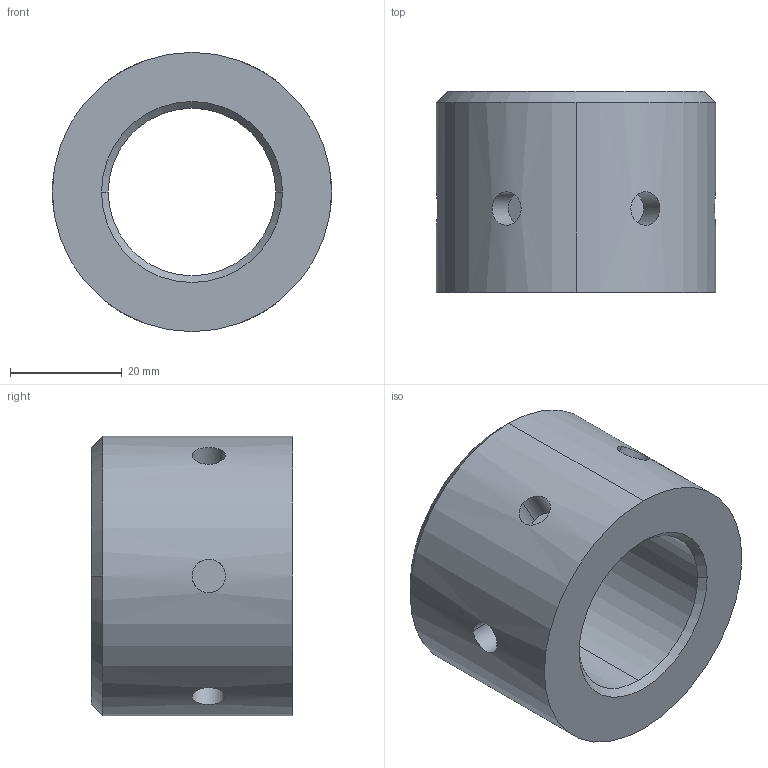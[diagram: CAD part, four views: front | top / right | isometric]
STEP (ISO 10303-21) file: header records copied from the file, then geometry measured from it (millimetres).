
FILE_DESCRIPTION(('CoCreate Modeling STEP Export'),'2;1');
FILE_NAME('b2.stp','2011-05-24T 9:06:07',(''),(''),'CoCreate Modeling STEP processor for AP214 (Solid Model)','CoCreate Modeling 18.0P1120 20-Nov-2010 (C) Parametric Technology GmbH','');
FILE_SCHEMA(('AUTOMOTIVE_DESIGN { 1 0 10303 214 1 1 1 1 }'));
Length unit declared in the file: millimetre
Products named in the file (4): 57574_71.PRT; 57574_1.ASM; PART_57574_1.stp; p1
Assembly tree (2 placements, depth 3):
  PART_57574_1.stp
    57574_1.ASM
      57574_71.PRT
  p1
Bounding box: 50 x 36 x 50 mm (x, y, z)
Volume: 43783.6 mm3; surface area: 11911.1 mm2
Topology: 1 solids, 1 shells, 30 faces, 67 edges, 45 vertices
Faces by surface type: cylinder 16, plane 8, cone 6
Entity records: 1007 total; most frequent: CARTESIAN_POINT 317, ORIENTED_EDGE 134, DIRECTION 114, EDGE_CURVE 67, AXIS2_PLACEMENT_3D 46, VERTEX_POINT 45, EDGE_LOOP 38, FACE_OUTER_BOUND 30
